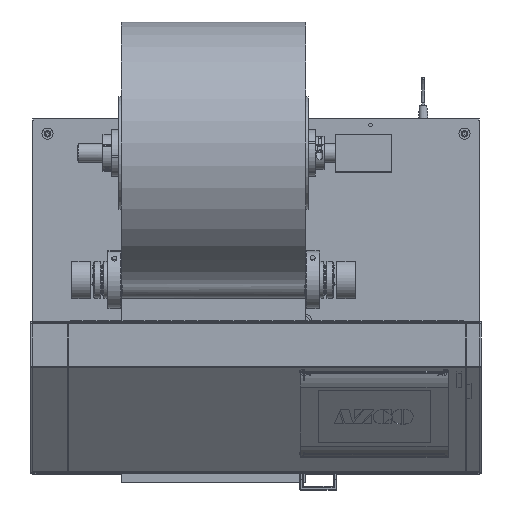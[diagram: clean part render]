
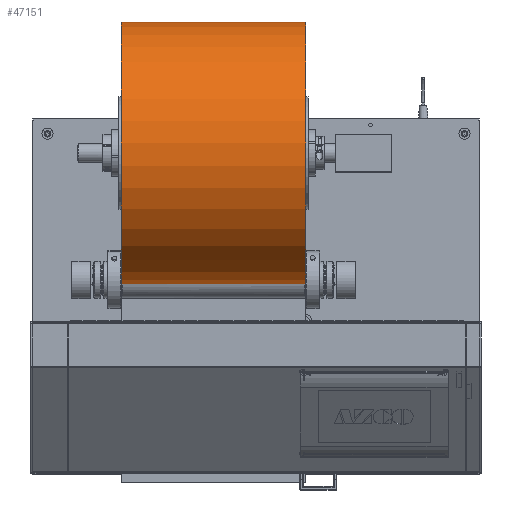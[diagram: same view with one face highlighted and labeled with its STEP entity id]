
A CAD part, top view. The second image highlights one B-rep face of the part: STEP entity #47151.
In plain terms, the highlighted cylindrical face has radius 177.8 mm (diameter 355.6 mm), a partial arc.
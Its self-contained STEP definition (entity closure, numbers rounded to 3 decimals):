
#832=LINE('',#65909,#4726);
#836=LINE('',#65918,#4730);
#4726=VECTOR('',#52893,250.);
#4730=VECTOR('',#52899,250.);
#10724=CYLINDRICAL_SURFACE('',#50247,177.8);
#12202=FACE_OUTER_BOUND('',#15288,.T.);
#15288=EDGE_LOOP('',(#34673,#34674,#34675,#34676));
#17537=CIRCLE('',#48987,177.8);
#18081=CIRCLE('',#50248,177.8);
#19120=VERTEX_POINT('',#65907);
#19121=VERTEX_POINT('',#65908);
#19124=VERTEX_POINT('',#65916);
#19125=VERTEX_POINT('',#65917);
#23614=EDGE_CURVE('',#19120,#19121,#832,.T.);
#23618=EDGE_CURVE('',#19124,#19125,#836,.T.);
#23671=EDGE_CURVE('',#19124,#19121,#17537,.T.);
#25926=EDGE_CURVE('',#19120,#19125,#18081,.T.);
#34673=ORIENTED_EDGE('',*,*,#23614,.T.);
#34674=ORIENTED_EDGE('',*,*,#23671,.F.);
#34675=ORIENTED_EDGE('',*,*,#23618,.T.);
#34676=ORIENTED_EDGE('',*,*,#25926,.F.);
#47151=ADVANCED_FACE('',(#12202),#10724,.T.);
#48987=AXIS2_PLACEMENT_3D('',#66024,#52986,#52987);
#50247=AXIS2_PLACEMENT_3D('',#73272,#56855,#56856);
#50248=AXIS2_PLACEMENT_3D('',#73273,#56857,#56858);
#52893=DIRECTION('',(-1.,0.,0.));
#52899=DIRECTION('',(1.,0.,0.));
#52986=DIRECTION('center_axis',(-1.,0.,0.));
#52987=DIRECTION('ref_axis',(0.,1.,0.));
#56855=DIRECTION('center_axis',(-1.,0.,0.));
#56856=DIRECTION('ref_axis',(0.,1.,0.));
#56857=DIRECTION('center_axis',(1.,0.,0.));
#56858=DIRECTION('ref_axis',(0.,1.,0.));
#65907=CARTESIAN_POINT('',(371.625,163.972,1207.414));
#65908=CARTESIAN_POINT('',(121.625,163.972,1207.414));
#65909=CARTESIAN_POINT('',(246.625,163.972,1207.414));
#65916=CARTESIAN_POINT('',(121.625,154.565,1197.964));
#65917=CARTESIAN_POINT('',(371.625,154.565,1197.964));
#65918=CARTESIAN_POINT('',(246.625,154.565,1197.964));
#66024=CARTESIAN_POINT('Origin',(121.625,33.349,1328.039));
#73272=CARTESIAN_POINT('Origin',(246.625,33.349,1328.039));
#73273=CARTESIAN_POINT('Origin',(371.625,33.349,1328.039));
